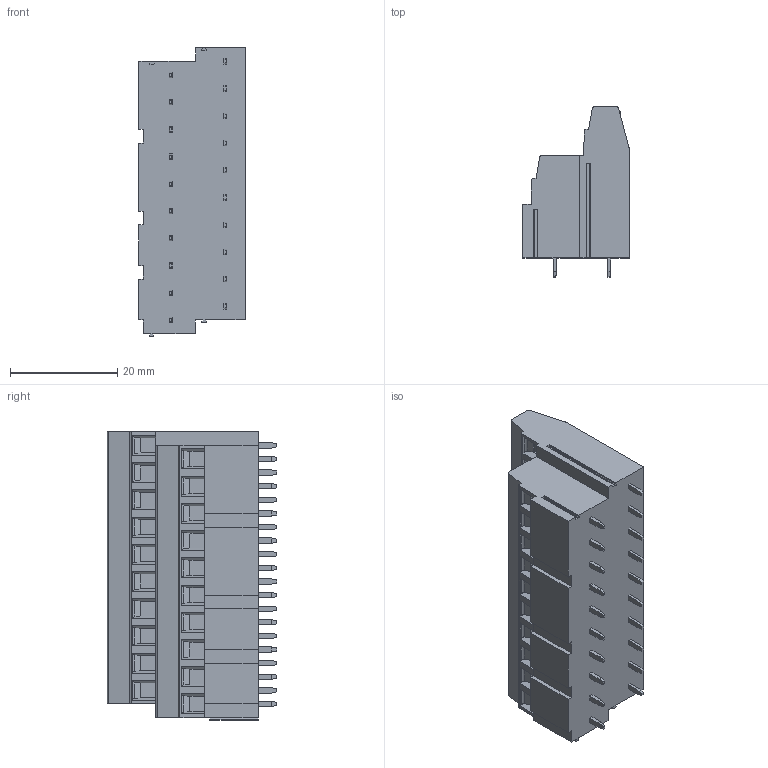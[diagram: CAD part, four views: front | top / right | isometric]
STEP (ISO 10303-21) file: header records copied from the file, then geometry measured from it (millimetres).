
FILE_DESCRIPTION((''),'2;1');
FILE_NAME('PRT0054','2025-01-16T',('yanfa'),(''),'PRO/ENGINEER BY PARAMETRIC TECHNOLOGY CORPORATION, 2009280','PRO/ENGINEER BY PARAMETRIC TECHNOLOGY CORPORATION, 2009280','');
FILE_SCHEMA(('AUTOMOTIVE_DESIGN_CC2 { 1 2 10303 214 -1 1 5 2 }'));
Length unit declared in the file: millimetre
Products named in the file (1): PRT0054
Bounding box: 19.85 x 31.7 x 53.84 mm (x, y, z)
Volume: 20757.4 mm3; surface area: 6894.3 mm2
Topology: 1 solids, 1 shells, 877 faces, 2265 edges, 1446 vertices
Faces by surface type: plane 515, cylinder 220, cone 92, torus 40, sphere 10
Entity records: 27113 total; most frequent: CARTESIAN_POINT 5536, ORIENTED_EDGE 4530, DIRECTION 4421, EDGE_CURVE 2265, VECTOR 1583, LINE 1583, VERTEX_POINT 1446, AXIS2_PLACEMENT_3D 1419
